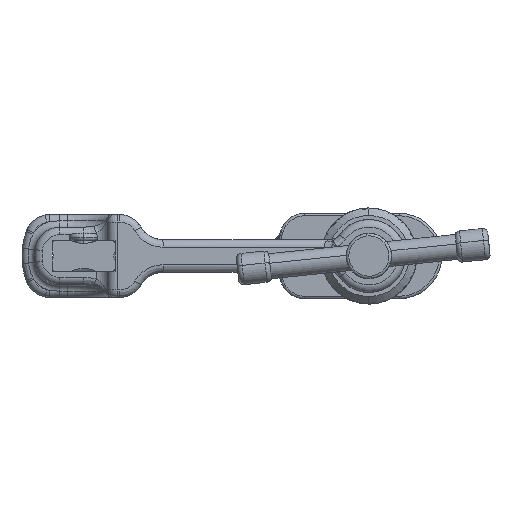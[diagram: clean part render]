
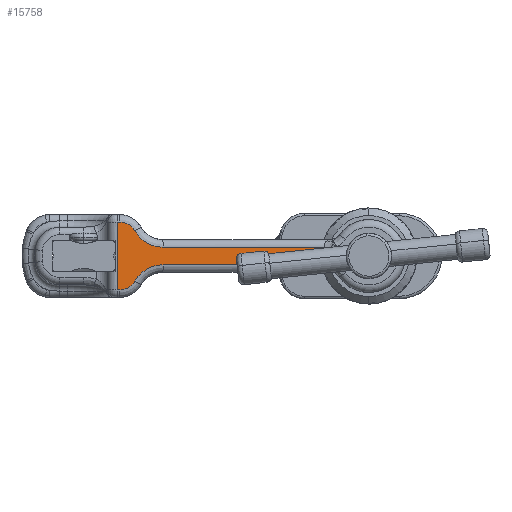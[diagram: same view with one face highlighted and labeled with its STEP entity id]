
A CAD part, front view. The second image highlights one B-rep face of the part: STEP entity #15758.
In plain terms, the highlighted planar face has unit normal (0.044, -0.999, 0).
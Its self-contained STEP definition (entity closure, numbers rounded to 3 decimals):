
#239 = VECTOR ( 'NONE', #2527, 1000. ) ;
#578 = EDGE_CURVE ( 'NONE', #19013, #15120, #12540, .T. ) ;
#602 = LINE ( 'NONE', #7257, #16011 ) ;
#768 = CARTESIAN_POINT ( 'NONE',  ( 20.375, -24.061, 10. ) ) ;
#981 = EDGE_CURVE ( 'NONE', #15120, #23450, #23829, .T. ) ;
#1111 = ORIENTED_EDGE ( 'NONE', *, *, #24977, .T. ) ;
#1368 = CARTESIAN_POINT ( 'NONE',  ( 16.875, -24.217, 13.5 ) ) ;
#1768 = B_SPLINE_CURVE_WITH_KNOTS ( 'NONE', 3,
 ( #3819, #4103, #27669, #19103, #6235 ),
 .UNSPECIFIED., .F., .F.,
 ( 4, 1, 4 ),
 ( 0., 0.004, 0.007 ),
 .UNSPECIFIED. ) ;
#2527 = DIRECTION ( 'NONE',  ( -0.999, -0.044, 0. ) ) ;
#2812 = FACE_OUTER_BOUND ( 'NONE', #7624, .T. ) ;
#2989 = CARTESIAN_POINT ( 'NONE',  ( 100.539, -20.5, -3.5 ) ) ;
#3076 = EDGE_CURVE ( 'NONE', #12090, #22401, #11273, .T. ) ;
#3326 = CARTESIAN_POINT ( 'NONE',  ( 31.633, -23.561, -3.5 ) ) ;
#3501 = CARTESIAN_POINT ( 'NONE',  ( 20.375, -24.061, -10. ) ) ;
#3574 = VERTEX_POINT ( 'NONE', #23841 ) ;
#3623 = CARTESIAN_POINT ( 'NONE',  ( 20.375, -24.061, 10. ) ) ;
#3722 = ORIENTED_EDGE ( 'NONE', *, *, #19674, .T. ) ;
#3819 = CARTESIAN_POINT ( 'NONE',  ( 95.472, -20.725, -3.5 ) ) ;
#4031 = CARTESIAN_POINT ( 'NONE',  ( 20.375, -24.061, -10. ) ) ;
#4103 = CARTESIAN_POINT ( 'NONE',  ( 95.252, -20.735, -2.333 ) ) ;
#4121 =( BOUNDED_CURVE ( )  B_SPLINE_CURVE ( 3, ( #15058, #23371, #14798, #4031 ),
 .UNSPECIFIED., .F., .T. ) 
 B_SPLINE_CURVE_WITH_KNOTS ( ( 4, 4 ),
 ( 4.712, 5.76 ),
 .UNSPECIFIED. ) 
 CURVE ( )  GEOMETRIC_REPRESENTATION_ITEM ( )  RATIONAL_B_SPLINE_CURVE ( ( 1., 0.911, 0.911, 1. ) ) 
 REPRESENTATION_ITEM ( '' )  );
#4628 = VERTEX_POINT ( 'NONE', #768 ) ;
#4924 = DIRECTION ( 'NONE',  ( -0.999, -0.044, 0. ) ) ;
#5684 = CARTESIAN_POINT ( 'NONE',  ( 14.313, -24.331, 13.5 ) ) ;
#5932 = ORIENTED_EDGE ( 'NONE', *, *, #3076, .T. ) ;
#5988 = ORIENTED_EDGE ( 'NONE', *, *, #19533, .T. ) ;
#6101 = VECTOR ( 'NONE', #18437, 1000. ) ;
#6184 = VERTEX_POINT ( 'NONE', #14834 ) ;
#6235 = CARTESIAN_POINT ( 'NONE',  ( 95.472, -20.725, 3.5 ) ) ;
#7257 = CARTESIAN_POINT ( 'NONE',  ( 13.446, -24.369, 13.5 ) ) ;
#7291 = DIRECTION ( 'NONE',  ( -0.999, -0.044, 0. ) ) ;
#7389 = EDGE_CURVE ( 'NONE', #23450, #12090, #1768, .T. ) ;
#7624 = EDGE_LOOP ( 'NONE', ( #12694, #26967, #5932, #23497, #16130, #1111, #3722, #16653, #5988, #23327 ) ) ;
#7986 = CARTESIAN_POINT ( 'NONE',  ( 22.754, -23.956, -5.879 ) ) ;
#8598 = CARTESIAN_POINT ( 'NONE',  ( 31.633, -23.561, 3.5 ) ) ;
#8780 = CARTESIAN_POINT ( 'NONE',  ( 20.375, -24.061, 10. ) ) ;
#9074 = VECTOR ( 'NONE', #9221, 1000. ) ;
#9221 = DIRECTION ( 'NONE',  ( 0., 0., -1. ) ) ;
#9883 = DIRECTION ( 'NONE',  ( 0.999, 0.044, 0. ) ) ;
#10750 = EDGE_CURVE ( 'NONE', #22401, #4628, #11510, .T. ) ;
#10965 = AXIS2_PLACEMENT_3D ( 'NONE', #19405, #15260, #7291 ) ;
#11273 = LINE ( 'NONE', #24306, #239 ) ;
#11510 =( BOUNDED_CURVE ( )  B_SPLINE_CURVE ( 3, ( #8598, #23734, #17307, #8780 ),
 .UNSPECIFIED., .F., .F. ) 
 B_SPLINE_CURVE_WITH_KNOTS ( ( 4, 4 ),
 ( 1.571, 2.618 ),
 .UNSPECIFIED. ) 
 CURVE ( )  GEOMETRIC_REPRESENTATION_ITEM ( )  RATIONAL_B_SPLINE_CURVE ( ( 1., 0.911, 0.911, 1. ) ) 
 REPRESENTATION_ITEM ( '' )  );
#12090 = VERTEX_POINT ( 'NONE', #21408 ) ;
#12540 =( BOUNDED_CURVE ( )  B_SPLINE_CURVE ( 3, ( #3501, #7986, #20575, #3326 ),
 .UNSPECIFIED., .F., .F. ) 
 B_SPLINE_CURVE_WITH_KNOTS ( ( 4, 4 ),
 ( 3.665, 4.712 ),
 .UNSPECIFIED. ) 
 CURVE ( )  GEOMETRIC_REPRESENTATION_ITEM ( )  RATIONAL_B_SPLINE_CURVE ( ( 1., 0.911, 0.911, 1. ) ) 
 REPRESENTATION_ITEM ( '' )  );
#12694 = ORIENTED_EDGE ( 'NONE', *, *, #981, .T. ) ;
#12922 = PLANE ( 'NONE',  #10965 ) ;
#13807 = LINE ( 'NONE', #24424, #6101 ) ;
#14795 = LINE ( 'NONE', #26552, #9074 ) ;
#14798 = CARTESIAN_POINT ( 'NONE',  ( 19.094, -24.118, -12.219 ) ) ;
#14834 = CARTESIAN_POINT ( 'NONE',  ( 14.313, -24.331, -13.5 ) ) ;
#15058 = CARTESIAN_POINT ( 'NONE',  ( 14.313, -24.331, -13.5 ) ) ;
#15120 = VERTEX_POINT ( 'NONE', #24788 ) ;
#15260 = DIRECTION ( 'NONE',  ( -0.044, 0.999, 0. ) ) ;
#15758 = ADVANCED_FACE ( 'NONE', ( #2812 ), #12922, .F. ) ;
#16011 = VECTOR ( 'NONE', #4924, 1000. ) ;
#16034 = VERTEX_POINT ( 'NONE', #23811 ) ;
#16130 = ORIENTED_EDGE ( 'NONE', *, *, #18271, .T. ) ;
#16653 = ORIENTED_EDGE ( 'NONE', *, *, #17235, .T. ) ;
#16731 = VECTOR ( 'NONE', #9883, 1000. ) ;
#17235 = EDGE_CURVE ( 'NONE', #16034, #6184, #13807, .T. ) ;
#17307 = CARTESIAN_POINT ( 'NONE',  ( 22.754, -23.956, 5.879 ) ) ;
#18271 = EDGE_CURVE ( 'NONE', #4628, #21533, #27884, .T. ) ;
#18437 = DIRECTION ( 'NONE',  ( 0.999, 0.044, 0. ) ) ;
#18709 = CARTESIAN_POINT ( 'NONE',  ( 19.094, -24.118, 12.219 ) ) ;
#19013 = VERTEX_POINT ( 'NONE', #25583 ) ;
#19103 = CARTESIAN_POINT ( 'NONE',  ( 95.252, -20.735, 2.333 ) ) ;
#19405 = CARTESIAN_POINT ( 'NONE',  ( 10.5, -24.5, -16.5 ) ) ;
#19533 = EDGE_CURVE ( 'NONE', #6184, #19013, #4121, .T. ) ;
#19674 = EDGE_CURVE ( 'NONE', #3574, #16034, #14795, .T. ) ;
#20575 = CARTESIAN_POINT ( 'NONE',  ( 26.875, -23.773, -3.5 ) ) ;
#21408 = CARTESIAN_POINT ( 'NONE',  ( 95.472, -20.725, 3.5 ) ) ;
#21533 = VERTEX_POINT ( 'NONE', #23546 ) ;
#21693 = CARTESIAN_POINT ( 'NONE',  ( 31.633, -23.561, 3.5 ) ) ;
#22401 = VERTEX_POINT ( 'NONE', #21693 ) ;
#23327 = ORIENTED_EDGE ( 'NONE', *, *, #578, .T. ) ;
#23371 = CARTESIAN_POINT ( 'NONE',  ( 16.875, -24.217, -13.5 ) ) ;
#23450 = VERTEX_POINT ( 'NONE', #23705 ) ;
#23497 = ORIENTED_EDGE ( 'NONE', *, *, #10750, .T. ) ;
#23546 = CARTESIAN_POINT ( 'NONE',  ( 14.313, -24.331, 13.5 ) ) ;
#23705 = CARTESIAN_POINT ( 'NONE',  ( 95.472, -20.725, -3.5 ) ) ;
#23734 = CARTESIAN_POINT ( 'NONE',  ( 26.875, -23.773, 3.5 ) ) ;
#23811 = CARTESIAN_POINT ( 'NONE',  ( 13.446, -24.369, -13.5 ) ) ;
#23829 = LINE ( 'NONE', #2989, #16731 ) ;
#23841 = CARTESIAN_POINT ( 'NONE',  ( 13.446, -24.369, 13.5 ) ) ;
#24306 = CARTESIAN_POINT ( 'NONE',  ( 31.5, -23.567, 3.5 ) ) ;
#24424 = CARTESIAN_POINT ( 'NONE',  ( 14.179, -24.337, -13.5 ) ) ;
#24788 = CARTESIAN_POINT ( 'NONE',  ( 31.633, -23.561, -3.5 ) ) ;
#24977 = EDGE_CURVE ( 'NONE', #21533, #3574, #602, .T. ) ;
#25583 = CARTESIAN_POINT ( 'NONE',  ( 20.375, -24.061, -10. ) ) ;
#26552 = CARTESIAN_POINT ( 'NONE',  ( 13.446, -24.369, -16.5 ) ) ;
#26967 = ORIENTED_EDGE ( 'NONE', *, *, #7389, .T. ) ;
#27669 = CARTESIAN_POINT ( 'NONE',  ( 95.037, -20.744, 0. ) ) ;
#27884 =( BOUNDED_CURVE ( )  B_SPLINE_CURVE ( 3, ( #3623, #18709, #1368, #5684 ),
 .UNSPECIFIED., .F., .F. ) 
 B_SPLINE_CURVE_WITH_KNOTS ( ( 4, 4 ),
 ( 0.524, 1.571 ),
 .UNSPECIFIED. ) 
 CURVE ( )  GEOMETRIC_REPRESENTATION_ITEM ( )  RATIONAL_B_SPLINE_CURVE ( ( 1., 0.911, 0.911, 1. ) ) 
 REPRESENTATION_ITEM ( '' )  );
